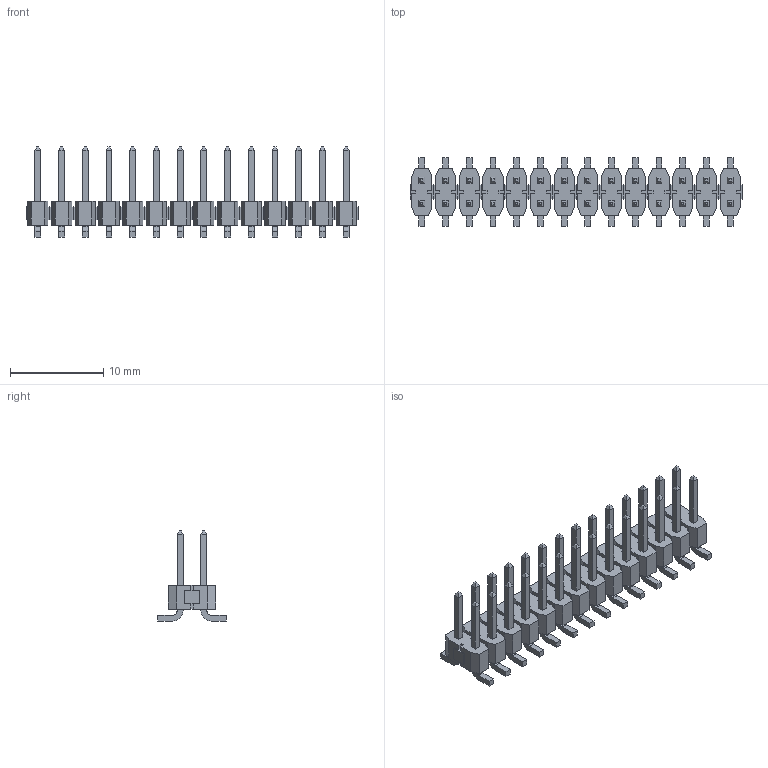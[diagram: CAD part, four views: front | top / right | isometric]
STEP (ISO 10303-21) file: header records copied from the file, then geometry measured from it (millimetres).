
FILE_DESCRIPTION (( 'STEP AP214' ), '1' );
FILE_NAME ('TSM-114-01-G-DV.STEP', '2021-03-11T11:16:15', ( '' ), ( '' ), 'SwSTEP 2.0', 'SolidWorks 2018', '' );
FILE_SCHEMA (( 'AUTOMOTIVE_DESIGN' ));
Length unit declared in the file: millimetre
Products named in the file (1): TSM-114-01-G-DV
Bounding box: 35.56 x 7.37 x 9.65 mm (x, y, z)
Volume: 471.4 mm3; surface area: 1433.9 mm2
Topology: 14 solids, 14 shells, 980 faces, 2576 edges, 1680 vertices
Faces by surface type: plane 924, cylinder 56
Entity records: 40447 total; most frequent: CARTESIAN_POINT 5237, ORIENTED_EDGE 5152, DIRECTION 4650, EDGE_CURVE 2576, VECTOR 2464, LINE 2464, VERTEX_POINT 1680, AXIS2_PLACEMENT_3D 1093
